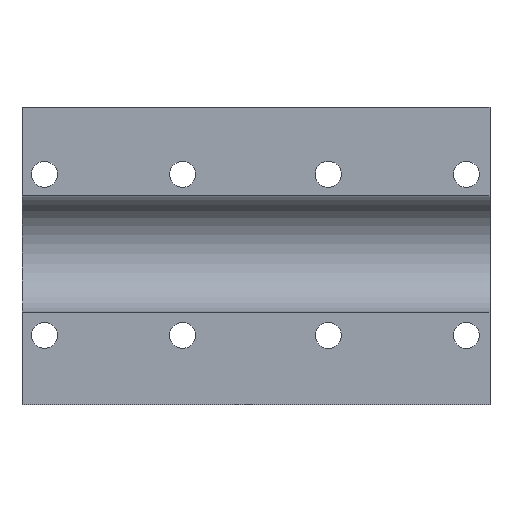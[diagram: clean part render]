
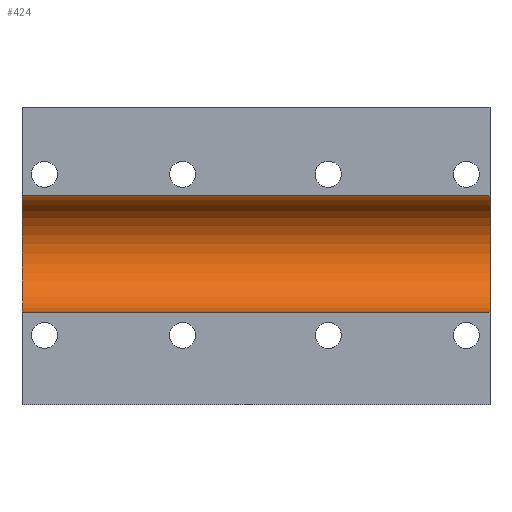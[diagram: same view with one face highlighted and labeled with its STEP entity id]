
A CAD part, left-side view. The second image highlights one B-rep face of the part: STEP entity #424.
In plain terms, the highlighted cylindrical face has radius 7.598 mm (diameter 15.196 mm), a partial arc.
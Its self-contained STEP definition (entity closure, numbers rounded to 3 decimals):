
#22 = VERTEX_POINT('',#23);
#23 = CARTESIAN_POINT('',(1223.597,0.,
    353.765));
#31 = EDGE_CURVE('',#22,#32,#34,.T.);
#32 = VERTEX_POINT('',#33);
#33 = CARTESIAN_POINT('',(1223.595,0.,368.931
    ));
#34 = CIRCLE('',#35,7.598);
#35 = AXIS2_PLACEMENT_3D('',#36,#37,#38);
#36 = CARTESIAN_POINT('',(1223.118,0.,
    361.348));
#37 = DIRECTION('',(0.,-1.,0.));
#38 = DIRECTION('',(1.,0.,0.));
#104 = VERTEX_POINT('',#105);
#105 = CARTESIAN_POINT('',(1223.597,-61.,353.765));
#111 = EDGE_CURVE('',#22,#104,#112,.T.);
#112 = LINE('',#113,#114);
#113 = CARTESIAN_POINT('',(1223.597,-24.,353.765));
#114 = VECTOR('',#115,1.);
#115 = DIRECTION('',(0.,-1.,0.));
#362 = EDGE_CURVE('',#32,#363,#365,.T.);
#363 = VERTEX_POINT('',#364);
#364 = CARTESIAN_POINT('',(1223.595,-61.,368.931));
#365 = LINE('',#366,#367);
#366 = CARTESIAN_POINT('',(1223.595,0.,
    368.931));
#367 = VECTOR('',#368,1.);
#368 = DIRECTION('',(0.,-1.,0.));
#424 = ADVANCED_FACE('',(#425),#437,.F.);
#425 = FACE_BOUND('',#426,.F.);
#426 = EDGE_LOOP('',(#427,#428,#429,#430));
#427 = ORIENTED_EDGE('',*,*,#111,.F.);
#428 = ORIENTED_EDGE('',*,*,#31,.T.);
#429 = ORIENTED_EDGE('',*,*,#362,.T.);
#430 = ORIENTED_EDGE('',*,*,#431,.F.);
#431 = EDGE_CURVE('',#104,#363,#432,.T.);
#432 = CIRCLE('',#433,7.598);
#433 = AXIS2_PLACEMENT_3D('',#434,#435,#436);
#434 = CARTESIAN_POINT('',(1223.118,-61.,361.348));
#435 = DIRECTION('',(0.,-1.,0.));
#436 = DIRECTION('',(1.,0.,0.));
#437 = CYLINDRICAL_SURFACE('',#438,7.598);
#438 = AXIS2_PLACEMENT_3D('',#439,#440,#441);
#439 = CARTESIAN_POINT('',(1223.118,0.,
    361.348));
#440 = DIRECTION('',(0.,1.,0.));
#441 = DIRECTION('',(1.,0.,0.));
